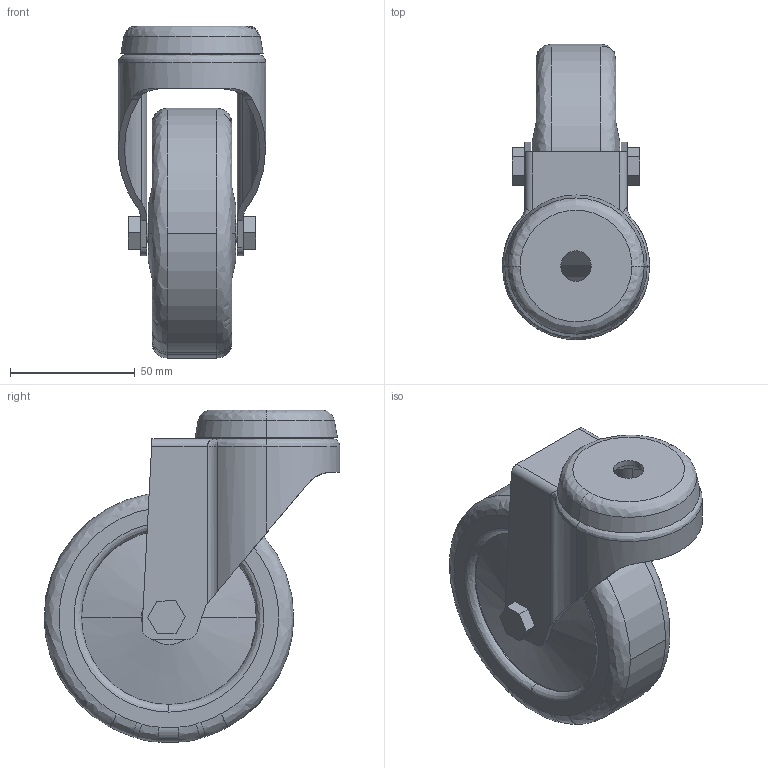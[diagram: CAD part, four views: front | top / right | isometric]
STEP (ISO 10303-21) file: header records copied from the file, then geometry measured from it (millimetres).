
FILE_DESCRIPTION (( 'STEP AP214' ), '1' );
FILE_NAME ('7420035', '2019-02-04T12:26:09', ( '' ), ('JUGARD+KÜNSTNER GmbH'), 'SwSTEP 2.0', 'SolidWorks 2017', '' );
FILE_SCHEMA (( 'AUTOMOTIVE_DESIGN' ));
Length unit declared in the file: millimetre
Products named in the file (1): 7420035_CNAJF00
Bounding box: 59 x 118.5 x 133 mm (x, y, z)
Volume: 273874.5 mm3; surface area: 54919.8 mm2
Topology: 1 solids, 1 shells, 128 faces, 326 edges, 206 vertices
Faces by surface type: cylinder 45, bspline 38, plane 37, cone 8
Entity records: 7206 total; most frequent: CARTESIAN_POINT 2940, ORIENTED_EDGE 644, DIRECTION 522, EDGE_CURVE 322, VERTEX_POINT 206, AXIS2_PLACEMENT_3D 197, EDGE_LOOP 142, UNCERTAINTY_MEASURE_WITH_UNIT 131
